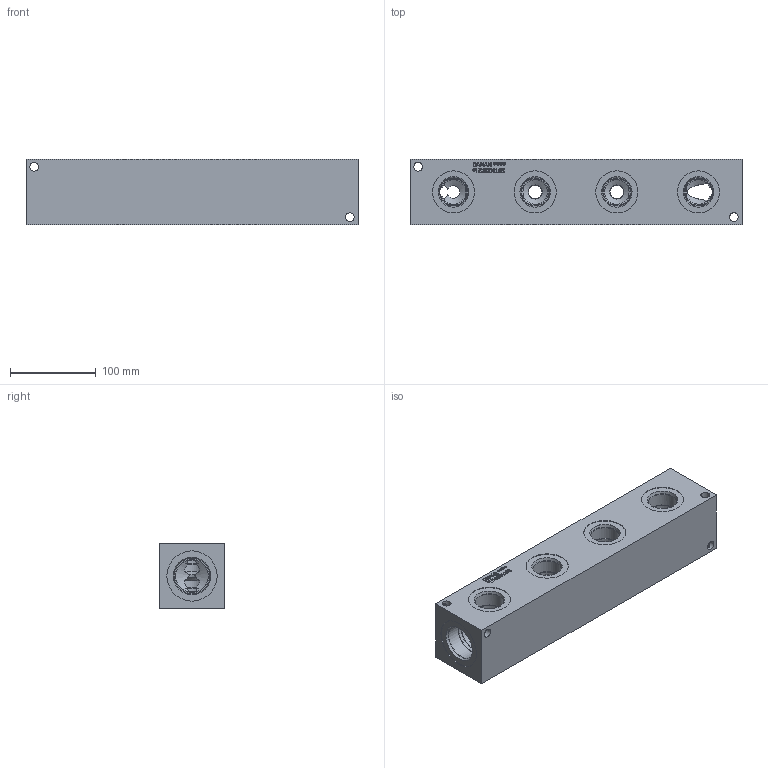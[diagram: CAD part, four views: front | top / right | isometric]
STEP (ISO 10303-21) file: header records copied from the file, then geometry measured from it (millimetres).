
FILE_DESCRIPTION(/* description */ (''),/* implementation_level */ '2;1');
FILE_NAME(/* name */ '_H1800416S.stp',/* time_stamp */ '2022-06-03T09:49:39-04:00',/* author */ ('bobbyh'),/* organization */ (''),/* preprocessor_version */ 'ST-DEVELOPER v18',/* originating_system */ 'Autodesk Inventor 2020',/* authorisation */ '');
FILE_SCHEMA (('AUTOMOTIVE_DESIGN { 1 0 10303 214 3 1 1 }'));
Length unit declared in the file: millimetre
Products named in the file (1): Part_+H1800416S_3D
Bounding box: 387.35 x 76.2 x 76.2 mm (x, y, z)
Volume: 1895267.6 mm3; surface area: 169703.5 mm2
Topology: 1 solids, 1 shells, 460 faces, 1250 edges, 829 vertices
Faces by surface type: plane 249, bspline 88, cylinder 65, cone 58
Full cylindrical faces by diameter (mm): 10.312 x8, 28.575 x4, 31.267 x4, 33.34 x1, 33.35 x7, 33.757 x8, 35.509 x7, 38.1 x2, 39.218 x2, 41.275 x1, 41.28 x1, 41.758 x1, 43.51 x1, 49.124 x8, 58.572 x2
Entity records: 15554 total; most frequent: CARTESIAN_POINT 4056, ORIENTED_EDGE 2498, DIRECTION 1981, EDGE_CURVE 1249, VERTEX_POINT 829, LINE 791, VECTOR 791, AXIS2_PLACEMENT_3D 595
